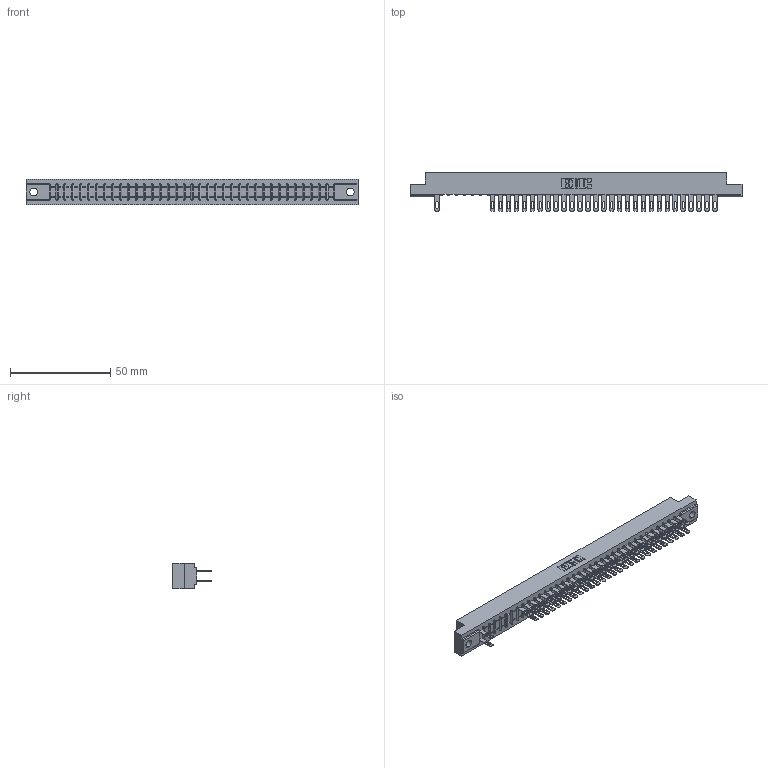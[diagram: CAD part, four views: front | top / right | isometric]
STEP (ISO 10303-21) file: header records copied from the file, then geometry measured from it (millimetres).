
FILE_DESCRIPTION (( 'STEP AP203' ), '1' );
FILE_NAME ('307-072-500-202.STEP', '2018-08-06T13:35:06', ( '' ), ( '' ), 'SwSTEP 2.0', 'SolidWorks 2016', '' );
FILE_SCHEMA (( 'CONFIG_CONTROL_DESIGN' ));
Length unit declared in the file: inch
Products named in the file (3): 307 Part_.128 Dia Mounting Holes; 307-290-001_500; 307-072-500-202
Assembly tree (60 placements, depth 2):
  307-072-500-202
    307 Part_.128 Dia Mounting Holes
    307-290-001_500  x59
Bounding box: 165.66 x 19.18 x 12.7 mm (x, y, z)
Volume: 17486.2 mm3; surface area: 20909.6 mm2
Topology: 60 solids, 60 shells, 2999 faces, 8409 edges, 5426 vertices
Faces by surface type: plane 1918, cylinder 1007, sphere 74
Entity records: 32314 total; most frequent: CARTESIAN_POINT 5339, ORIENTED_EDGE 5302, DIRECTION 5221, EDGE_CURVE 2651, LINE 2029, VECTOR 2029, VERTEX_POINT 1714, AXIS2_PLACEMENT_3D 1596
